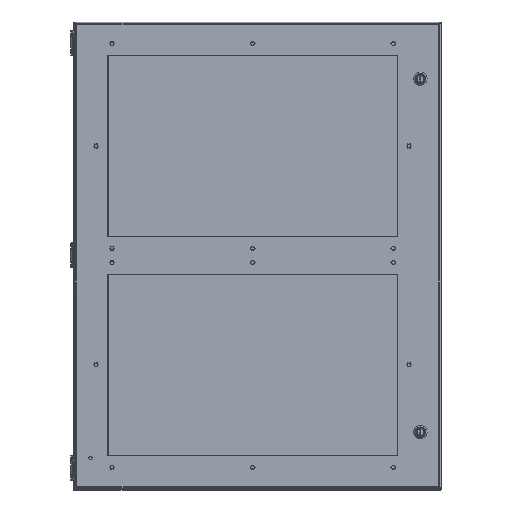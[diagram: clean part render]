
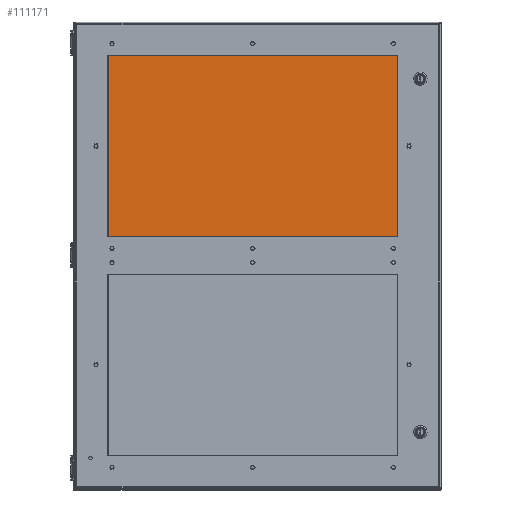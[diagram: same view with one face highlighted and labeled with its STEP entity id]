
A CAD part, top view. The second image highlights one B-rep face of the part: STEP entity #111171.
In plain terms, the highlighted planar face has unit normal (0, 0, 1).
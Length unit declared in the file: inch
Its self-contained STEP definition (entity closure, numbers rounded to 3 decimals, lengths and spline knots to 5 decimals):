
#10629 = LINE ( 'NONE', #88438, #12458 ) ;
#12222 = EDGE_LOOP ( 'NONE', ( #124145, #57402, #43212, #133407 ) ) ;
#12458 = VECTOR ( 'NONE', #130623, 39.37008 ) ;
#13099 = PLANE ( 'NONE',  #76457 ) ;
#15151 = CARTESIAN_POINT ( 'NONE',  ( 8.35946, 1.14063, 2.62106 ) ) ;
#18919 = LINE ( 'NONE', #40367, #36482 ) ;
#21357 = DIRECTION ( 'NONE',  ( -1., 0., 0. ) ) ;
#24159 = CARTESIAN_POINT ( 'NONE',  ( -8.98429, 11.98438, 2.62106 ) ) ;
#25917 = DIRECTION ( 'NONE',  ( -1., 0., 0. ) ) ;
#33822 = FACE_OUTER_BOUND ( 'NONE', #12222, .T. ) ;
#34520 = DIRECTION ( 'NONE',  ( 0., 0., -1. ) ) ;
#35390 = EDGE_CURVE ( 'NONE', #83241, #84148, #18919, .T. ) ;
#36482 = VECTOR ( 'NONE', #104604, 39.37008 ) ;
#37607 = EDGE_CURVE ( 'NONE', #73436, #83241, #93112, .T. ) ;
#38855 = DIRECTION ( 'NONE',  ( 1., 0., 0. ) ) ;
#40367 = CARTESIAN_POINT ( 'NONE',  ( 8.35946, 11.98438, 2.62106 ) ) ;
#43212 = ORIENTED_EDGE ( 'NONE', *, *, #47200, .T. ) ;
#43760 = CARTESIAN_POINT ( 'NONE',  ( -8.98429, 11.98438, 2.62106 ) ) ;
#47200 = EDGE_CURVE ( 'NONE', #84148, #115074, #89141, .T. ) ;
#47215 = EDGE_CURVE ( 'NONE', #115074, #73436, #10629, .T. ) ;
#49361 = CARTESIAN_POINT ( 'NONE',  ( -8.98429, 1.14063, 2.62106 ) ) ;
#57402 = ORIENTED_EDGE ( 'NONE', *, *, #35390, .T. ) ;
#71655 = VECTOR ( 'NONE', #21357, 39.37008 ) ;
#73436 = VERTEX_POINT ( 'NONE', #49361 ) ;
#76457 = AXIS2_PLACEMENT_3D ( 'NONE', #120949, #34520, #25917 ) ;
#83241 = VERTEX_POINT ( 'NONE', #15151 ) ;
#84148 = VERTEX_POINT ( 'NONE', #120370 ) ;
#88438 = CARTESIAN_POINT ( 'NONE',  ( -8.98429, 1.14063, 2.62106 ) ) ;
#89141 = LINE ( 'NONE', #24159, #71655 ) ;
#93112 = LINE ( 'NONE', #136699, #112768 ) ;
#104604 = DIRECTION ( 'NONE',  ( 0., 1., 0. ) ) ;
#111171 = ADVANCED_FACE ( 'NONE', ( #33822 ), #13099, .F. ) ;
#112768 = VECTOR ( 'NONE', #38855, 39.37008 ) ;
#115074 = VERTEX_POINT ( 'NONE', #43760 ) ;
#120370 = CARTESIAN_POINT ( 'NONE',  ( 8.35946, 11.98438, 2.62106 ) ) ;
#120949 = CARTESIAN_POINT ( 'NONE',  ( -0.31242, 6.5625, 2.62106 ) ) ;
#124145 = ORIENTED_EDGE ( 'NONE', *, *, #37607, .T. ) ;
#130623 = DIRECTION ( 'NONE',  ( 0., -1., 0. ) ) ;
#133407 = ORIENTED_EDGE ( 'NONE', *, *, #47215, .T. ) ;
#136699 = CARTESIAN_POINT ( 'NONE',  ( 8.35946, 1.14063, 2.62106 ) ) ;
